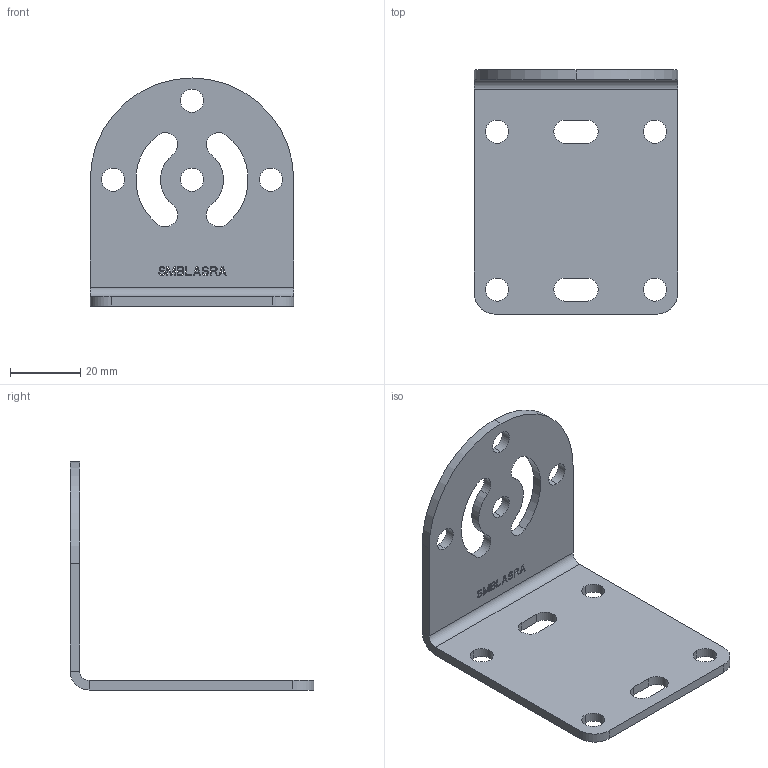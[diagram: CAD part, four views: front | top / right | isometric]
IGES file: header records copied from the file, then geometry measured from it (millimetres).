
Start section:  PTC IGES file: 155382.igs
Global section: file name: 155382.igs; native system: Pro/ENGINEER by Parametric Technology Corporation; preprocessor: 2009141; author: banengservice; organization: Unknown; date: 20110505.113708; units: inch
Bounding box: 58 x 69.5 x 65 mm (x, y, z)
Volume: 17523.8 mm3; surface area: 14936.4 mm2
Topology: 6 solids, 6 shells, 273 faces, 775 edges, 514 vertices
Faces by surface type: bspline 239, revolution 34
